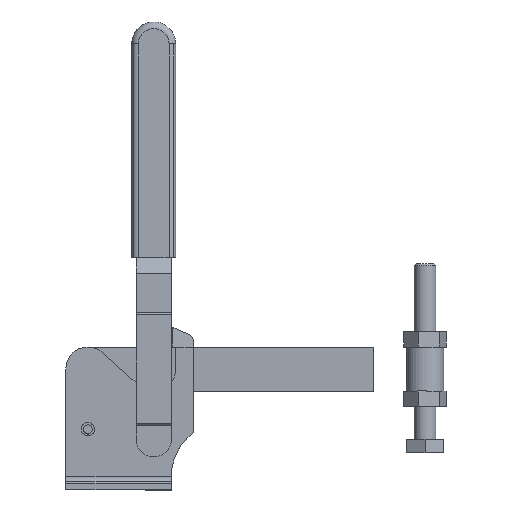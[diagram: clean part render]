
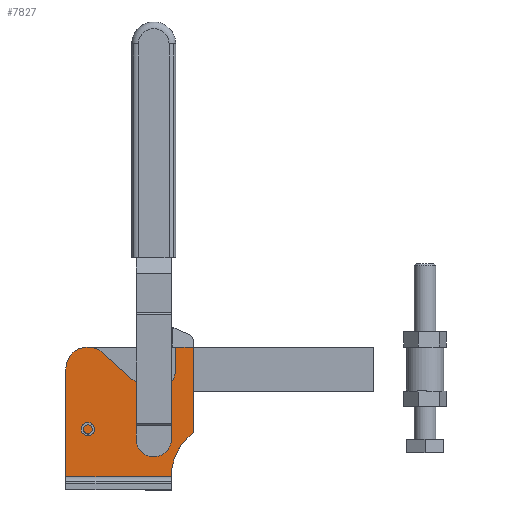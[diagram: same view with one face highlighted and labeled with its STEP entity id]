
A CAD part, top view. The second image highlights one B-rep face of the part: STEP entity #7827.
In plain terms, the highlighted planar face has unit normal (0, 0, 1).
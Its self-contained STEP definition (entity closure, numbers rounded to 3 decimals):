
#5761=CARTESIAN_POINT('',(-1002.358,95.711,7.));
#5762=VERTEX_POINT('',#5761);
#5771=CARTESIAN_POINT('',(-1002.608,89.721,7.));
#5772=VERTEX_POINT('',#5771);
#5773=CARTESIAN_POINT('',(-1002.358,92.711,7.));
#5774=DIRECTION('',(0.0,0.0,1.0));
#5775=DIRECTION('',(0.0,1.0,0.0));
#5776=AXIS2_PLACEMENT_3D('',#5773,#5774,#5775);
#5777=CIRCLE('',#5776,3.);
#5778=EDGE_CURVE('',#5762,#5772,#5777,.T.);
#5845=CARTESIAN_POINT('',(-1002.358,94.711,7.));
#5846=VERTEX_POINT('',#5845);
#5855=CARTESIAN_POINT('',(-1002.108,90.727,7.));
#5856=VERTEX_POINT('',#5855);
#5857=CARTESIAN_POINT('',(-1002.358,92.711,7.));
#5858=DIRECTION('',(0.0,0.0,-1.0));
#5859=DIRECTION('',(0.0,1.0,0.0));
#5860=AXIS2_PLACEMENT_3D('',#5857,#5858,#5859);
#5861=CIRCLE('',#5860,2.);
#5862=EDGE_CURVE('',#5846,#5856,#5861,.T.);
#5889=CARTESIAN_POINT('',(-962.871,116.93,7.));
#5890=VERTEX_POINT('',#5889);
#5906=CARTESIAN_POINT('',(-979.025,112.639,7.));
#5907=VERTEX_POINT('',#5906);
#5914=CARTESIAN_POINT('',(-972.358,120.092,7.));
#5915=DIRECTION('',(0.,0.,1.0));
#5916=DIRECTION('',(0.949,-0.316,0.));
#5917=AXIS2_PLACEMENT_3D('',#5914,#5915,#5916);
#5918=CIRCLE('',#5917,10.);
#5919=EDGE_CURVE('',#5907,#5890,#5918,.T.);
#5931=CARTESIAN_POINT('',(-1006.44,129.221,7.));
#5932=VERTEX_POINT('',#5931);
#5948=CARTESIAN_POINT('',(-1012.358,120.092,7.));
#5949=VERTEX_POINT('',#5948);
#5956=CARTESIAN_POINT('',(-1002.358,120.092,7.));
#5957=DIRECTION('',(0.,0.,-1.));
#5958=DIRECTION('',(-0.408,0.913,0.));
#5959=AXIS2_PLACEMENT_3D('',#5956,#5957,#5958);
#5960=CIRCLE('',#5959,10.);
#5961=EDGE_CURVE('',#5949,#5932,#5960,.T.);
#5973=CARTESIAN_POINT('',(-961.719,82.273,7.));
#5974=VERTEX_POINT('',#5973);
#5990=CARTESIAN_POINT('',(-954.358,91.092,7.));
#5991=VERTEX_POINT('',#5990);
#5998=CARTESIAN_POINT('',(-939.358,71.092,7.));
#5999=DIRECTION('',(0.,0.,1.));
#6000=DIRECTION('',(-0.894,0.447,0.));
#6001=AXIS2_PLACEMENT_3D('',#5998,#5999,#6000);
#6002=CIRCLE('',#6001,25.);
#6003=EDGE_CURVE('',#5991,#5974,#6002,.T.);
#6013=CARTESIAN_POINT('',(-968.358,88.092,7.));
#6014=VERTEX_POINT('',#6013);
#6023=CARTESIAN_POINT('',(-976.358,88.092,7.));
#6024=VERTEX_POINT('',#6023);
#6025=CARTESIAN_POINT('',(-972.358,88.092,7.));
#6026=DIRECTION('',(0.0,0.0,-1.0));
#6027=DIRECTION('',(1.0,0.0,0.0));
#6028=AXIS2_PLACEMENT_3D('',#6025,#6026,#6027);
#6029=CIRCLE('',#6028,4.0);
#6030=EDGE_CURVE('',#6024,#6014,#6029,.T.);
#6405=CARTESIAN_POINT('',(-1012.358,71.092,7.));
#6406=VERTEX_POINT('',#6405);
#6414=CARTESIAN_POINT('',(-1012.358,71.092,7.));
#6415=DIRECTION('',(0.0,1.0,0.0));
#6416=VECTOR('',#6415,49.);
#6417=LINE('',#6414,#6416);
#6418=EDGE_CURVE('',#6406,#5949,#6417,.T.);
#6476=CARTESIAN_POINT('',(-964.358,71.092,7.));
#6477=VERTEX_POINT('',#6476);
#6485=CARTESIAN_POINT('',(-964.358,71.092,7.));
#6486=DIRECTION('',(-1.0,0.,0.));
#6487=VECTOR('',#6486,48.);
#6488=LINE('',#6485,#6487);
#6489=EDGE_CURVE('',#6477,#6406,#6488,.T.);
#6609=CARTESIAN_POINT('',(-972.358,88.092,7.));
#6610=DIRECTION('',(0.0,0.0,-1.0));
#6611=DIRECTION('',(1.0,0.0,0.0));
#6612=AXIS2_PLACEMENT_3D('',#6609,#6610,#6611);
#6613=CIRCLE('',#6612,4.0);
#6614=EDGE_CURVE('',#6014,#6024,#6613,.T.);
#6624=CARTESIAN_POINT('',(-954.358,130.092,7.));
#6625=VERTEX_POINT('',#6624);
#6626=CARTESIAN_POINT('',(-954.358,130.092,7.));
#6627=DIRECTION('',(0.0,-1.0,0.0));
#6628=VECTOR('',#6627,39.);
#6629=LINE('',#6626,#6628);
#6630=EDGE_CURVE('',#6625,#5991,#6629,.T.);
#6649=CARTESIAN_POINT('',(-939.358,71.092,7.));
#6650=DIRECTION('',(0.,0.,1.));
#6651=DIRECTION('',(-0.894,0.447,0.));
#6652=AXIS2_PLACEMENT_3D('',#6649,#6650,#6651);
#6653=CIRCLE('',#6652,25.);
#6654=EDGE_CURVE('',#5974,#6477,#6653,.T.);
#6667=CARTESIAN_POINT('',(-995.691,127.546,7.));
#6668=VERTEX_POINT('',#6667);
#6669=CARTESIAN_POINT('',(-1002.358,120.092,7.));
#6670=DIRECTION('',(0.,0.,-1.));
#6671=DIRECTION('',(-0.408,0.913,0.));
#6672=AXIS2_PLACEMENT_3D('',#6669,#6670,#6671);
#6673=CIRCLE('',#6672,10.);
#6674=EDGE_CURVE('',#5932,#6668,#6673,.T.);
#6691=CARTESIAN_POINT('',(-995.691,127.546,7.));
#6692=DIRECTION('',(0.745,-0.667,0.));
#6693=VECTOR('',#6692,22.361);
#6694=LINE('',#6691,#6693);
#6695=EDGE_CURVE('',#6668,#5907,#6694,.T.);
#6709=CARTESIAN_POINT('',(-962.358,120.092,7.));
#6710=VERTEX_POINT('',#6709);
#6711=CARTESIAN_POINT('',(-972.358,120.092,7.));
#6712=DIRECTION('',(0.,0.,1.0));
#6713=DIRECTION('',(0.949,-0.316,0.));
#6714=AXIS2_PLACEMENT_3D('',#6711,#6712,#6713);
#6715=CIRCLE('',#6714,10.);
#6716=EDGE_CURVE('',#5890,#6710,#6715,.T.);
#6733=CARTESIAN_POINT('',(-962.358,130.092,7.));
#6734=VERTEX_POINT('',#6733);
#6735=CARTESIAN_POINT('',(-962.358,120.092,7.));
#6736=DIRECTION('',(0.0,1.0,0.0));
#6737=VECTOR('',#6736,10.);
#6738=LINE('',#6735,#6737);
#6739=EDGE_CURVE('',#6710,#6734,#6738,.T.);
#6757=CARTESIAN_POINT('',(-962.358,130.092,7.));
#6758=DIRECTION('',(1.0,0.0,0.0));
#6759=VECTOR('',#6758,8.);
#6760=LINE('',#6757,#6759);
#6761=EDGE_CURVE('',#6734,#6625,#6760,.T.);
#6784=CARTESIAN_POINT('',(-1002.608,90.727,7.));
#6785=VERTEX_POINT('',#6784);
#6792=CARTESIAN_POINT('',(-1002.358,92.711,7.));
#6793=DIRECTION('',(0.0,0.0,-1.0));
#6794=DIRECTION('',(0.0,1.0,0.0));
#6795=AXIS2_PLACEMENT_3D('',#6792,#6793,#6794);
#6796=CIRCLE('',#6795,2.);
#6797=EDGE_CURVE('',#6785,#5846,#6796,.T.);
#6832=CARTESIAN_POINT('',(-1002.608,89.721,7.));
#6833=DIRECTION('',(0.0,1.0,0.0));
#6834=VECTOR('',#6833,1.005);
#6835=LINE('',#6832,#6834);
#6836=EDGE_CURVE('',#5772,#6785,#6835,.T.);
#6871=CARTESIAN_POINT('',(-1002.108,89.721,7.));
#6872=VERTEX_POINT('',#6871);
#6873=CARTESIAN_POINT('',(-1002.108,90.727,7.));
#6874=DIRECTION('',(0.0,-1.0,0.0));
#6875=VECTOR('',#6874,1.005);
#6876=LINE('',#6873,#6875);
#6877=EDGE_CURVE('',#5856,#6872,#6876,.T.);
#6911=CARTESIAN_POINT('',(-1002.358,92.711,7.));
#6912=DIRECTION('',(0.0,0.0,1.0));
#6913=DIRECTION('',(0.0,1.0,0.0));
#6914=AXIS2_PLACEMENT_3D('',#6911,#6912,#6913);
#6915=CIRCLE('',#6914,3.);
#6916=EDGE_CURVE('',#6872,#5762,#6915,.T.);
#7796=CARTESIAN_POINT('',(-994.097,130.599,7.));
#7797=DIRECTION('',(0.0,0.0,-1.0));
#7798=DIRECTION('',(-1.0,0.0,0.0));
#7799=AXIS2_PLACEMENT_3D('',#7796,#7797,#7798);
#7800=PLANE('',#7799);
#7801=ORIENTED_EDGE('',*,*,#6489,.F.);
#7802=ORIENTED_EDGE('',*,*,#6654,.F.);
#7803=ORIENTED_EDGE('',*,*,#6003,.F.);
#7804=ORIENTED_EDGE('',*,*,#6630,.F.);
#7805=ORIENTED_EDGE('',*,*,#6761,.F.);
#7806=ORIENTED_EDGE('',*,*,#6739,.F.);
#7807=ORIENTED_EDGE('',*,*,#6716,.F.);
#7808=ORIENTED_EDGE('',*,*,#5919,.F.);
#7809=ORIENTED_EDGE('',*,*,#6695,.F.);
#7810=ORIENTED_EDGE('',*,*,#6674,.F.);
#7811=ORIENTED_EDGE('',*,*,#5961,.F.);
#7812=ORIENTED_EDGE('',*,*,#6418,.F.);
#7813=EDGE_LOOP('',(#7801,#7802,#7803,#7804,#7805,#7806,#7807,#7808,#7809,#7810,#7811,#7812));
#7814=FACE_OUTER_BOUND('',#7813,.T.);
#7815=ORIENTED_EDGE('',*,*,#6916,.F.);
#7816=ORIENTED_EDGE('',*,*,#6877,.F.);
#7817=ORIENTED_EDGE('',*,*,#5862,.F.);
#7818=ORIENTED_EDGE('',*,*,#6797,.F.);
#7819=ORIENTED_EDGE('',*,*,#6836,.F.);
#7820=ORIENTED_EDGE('',*,*,#5778,.F.);
#7821=EDGE_LOOP('',(#7815,#7816,#7817,#7818,#7819,#7820));
#7822=FACE_BOUND('',#7821,.T.);
#7823=ORIENTED_EDGE('',*,*,#6030,.T.);
#7824=ORIENTED_EDGE('',*,*,#6614,.T.);
#7825=EDGE_LOOP('',(#7823,#7824));
#7826=FACE_BOUND('',#7825,.T.);
#7827=ADVANCED_FACE('',(#7814,#7822,#7826),#7800,.F.);
